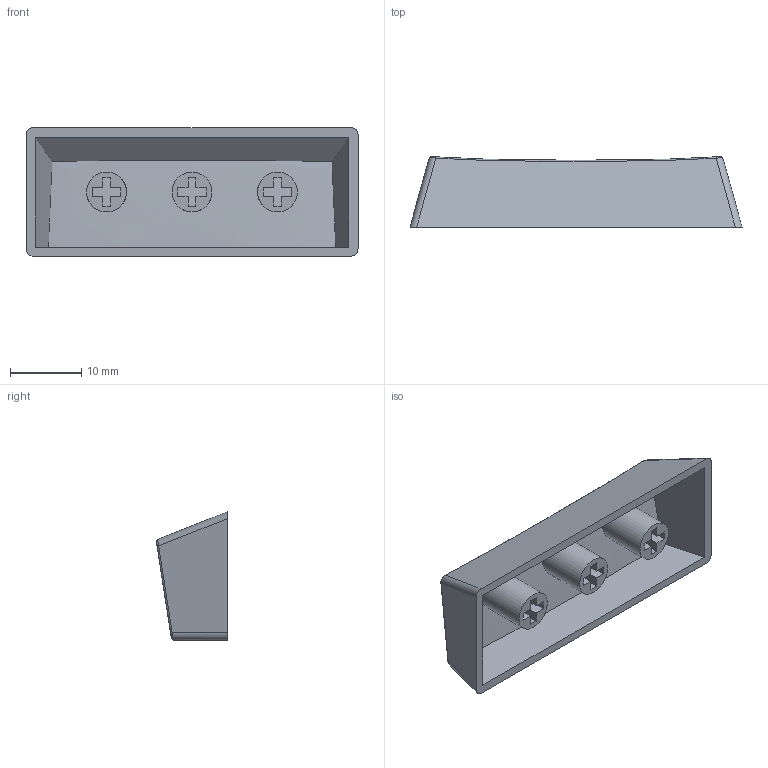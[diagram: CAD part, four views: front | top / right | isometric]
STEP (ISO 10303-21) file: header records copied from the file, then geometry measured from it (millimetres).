
FILE_DESCRIPTION(/* description */ (''),/* implementation_level */ '2;1');
FILE_NAME(/* name */ 'cherrymx-2.5U.step',/* time_stamp */ '2023-05-02T06:25:23+08:00',/* author */ (''),/* organization */ (''),/* preprocessor_version */ 'ST-DEVELOPER v19.2',/* originating_system */ 'Autodesk Translation Framework v12.4.0.73',/* authorisation */ '');
FILE_SCHEMA (('AUTOMOTIVE_DESIGN { 1 0 10303 214 3 1 1 }'));
Length unit declared in the file: millimetre
Products named in the file (1): 1x2.5 R1
Bounding box: 46.6 x 9.89 x 18 mm (x, y, z)
Volume: 2249.4 mm3; surface area: 3904.9 mm2
Topology: 1 solids, 1 shells, 68 faces, 172 edges, 113 vertices
Faces by surface type: plane 48, bspline 13, cylinder 7
Full cylindrical faces by diameter (mm): 5.6 x3
Entity records: 3165 total; most frequent: CARTESIAN_POINT 1593, ORIENTED_EDGE 344, DIRECTION 259, EDGE_CURVE 172, VERTEX_POINT 113, LINE 105, VECTOR 105, AXIS2_PLACEMENT_3D 77
